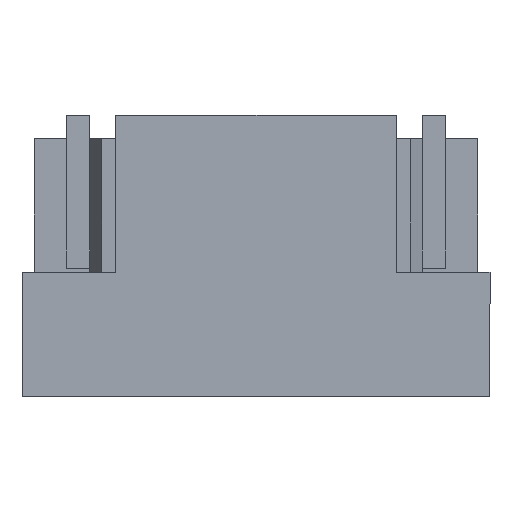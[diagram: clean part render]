
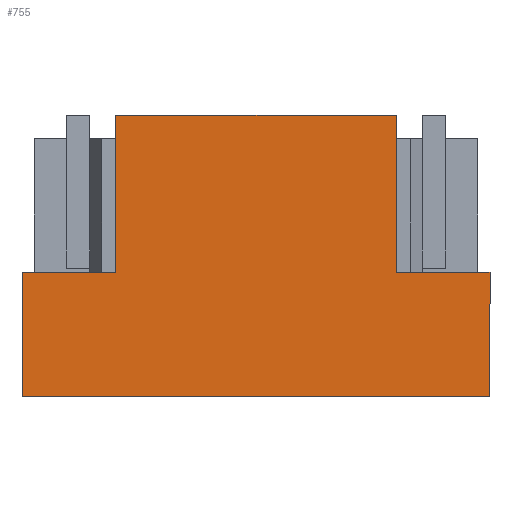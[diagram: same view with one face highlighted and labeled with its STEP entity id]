
A CAD part, top view. The second image highlights one B-rep face of the part: STEP entity #755.
In plain terms, the highlighted planar face has unit normal (0, 0, 1).
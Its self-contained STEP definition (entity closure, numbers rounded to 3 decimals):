
#705=AXIS2_PLACEMENT_3D('Plane Axis2P3D',#702,#703,#704) ;
#76=CARTESIAN_POINT('Line Origine',(-9.98,0.,12.5)) ;
#80=CARTESIAN_POINT('Vertex',(-4.,0.,12.5)) ;
#82=CARTESIAN_POINT('Vertex',(-15.96,0.,12.5)) ;
#350=CARTESIAN_POINT('Vertex',(0.,-12.,12.5)) ;
#353=CARTESIAN_POINT('Line Origine',(-9.98,-12.,12.5)) ;
#357=CARTESIAN_POINT('Vertex',(-19.96,-12.,12.5)) ;
#702=CARTESIAN_POINT('Axis2P3D Location',(-25.22,0.,12.5)) ;
#707=CARTESIAN_POINT('Line Origine',(0.,-9.35,12.5)) ;
#711=CARTESIAN_POINT('Vertex',(0.,-6.7,12.5)) ;
#714=CARTESIAN_POINT('Line Origine',(-2.,-6.7,12.5)) ;
#718=CARTESIAN_POINT('Vertex',(-4.,-6.7,12.5)) ;
#721=CARTESIAN_POINT('Line Origine',(-4.,-3.35,12.5)) ;
#726=CARTESIAN_POINT('Line Origine',(-15.96,-3.35,12.5)) ;
#730=CARTESIAN_POINT('Vertex',(-15.96,-6.7,12.5)) ;
#733=CARTESIAN_POINT('Line Origine',(-17.96,-6.7,12.5)) ;
#737=CARTESIAN_POINT('Vertex',(-19.96,-6.7,12.5)) ;
#740=CARTESIAN_POINT('Line Origine',(-19.96,-9.35,12.5)) ;
#77=DIRECTION('Vector Direction',(1.,0.,0.)) ;
#354=DIRECTION('Vector Direction',(1.,0.,0.)) ;
#703=DIRECTION('Axis2P3D Direction',(0.,0.,1.)) ;
#704=DIRECTION('Axis2P3D XDirection',(0.,-1.,0.)) ;
#708=DIRECTION('Vector Direction',(0.,-1.,0.)) ;
#715=DIRECTION('Vector Direction',(1.,0.,0.)) ;
#722=DIRECTION('Vector Direction',(0.,1.,0.)) ;
#727=DIRECTION('Vector Direction',(0.,1.,0.)) ;
#734=DIRECTION('Vector Direction',(1.,0.,0.)) ;
#741=DIRECTION('Vector Direction',(0.,-1.,0.)) ;
#78=VECTOR('Line Direction',#77,1.) ;
#355=VECTOR('Line Direction',#354,1.) ;
#709=VECTOR('Line Direction',#708,1.) ;
#716=VECTOR('Line Direction',#715,1.) ;
#723=VECTOR('Line Direction',#722,1.) ;
#728=VECTOR('Line Direction',#727,1.) ;
#735=VECTOR('Line Direction',#734,1.) ;
#742=VECTOR('Line Direction',#741,1.) ;
#746=ORIENTED_EDGE('',*,*,#359,.T.) ;
#747=ORIENTED_EDGE('',*,*,#713,.F.) ;
#748=ORIENTED_EDGE('',*,*,#720,.T.) ;
#749=ORIENTED_EDGE('',*,*,#725,.F.) ;
#750=ORIENTED_EDGE('',*,*,#84,.T.) ;
#751=ORIENTED_EDGE('',*,*,#732,.T.) ;
#752=ORIENTED_EDGE('',*,*,#739,.F.) ;
#753=ORIENTED_EDGE('',*,*,#744,.T.) ;
#755=ADVANCED_FACE('Housing',(#754),#706,.T.) ;
#84=EDGE_CURVE('',#81,#83,#79,.F.) ;
#359=EDGE_CURVE('',#358,#351,#356,.T.) ;
#713=EDGE_CURVE('',#712,#351,#710,.T.) ;
#720=EDGE_CURVE('',#712,#719,#717,.F.) ;
#725=EDGE_CURVE('',#81,#719,#724,.F.) ;
#732=EDGE_CURVE('',#83,#731,#729,.F.) ;
#739=EDGE_CURVE('',#738,#731,#736,.T.) ;
#744=EDGE_CURVE('',#738,#358,#743,.T.) ;
#745=EDGE_LOOP('',(#746,#747,#748,#749,#750,#751,#752,#753)) ;
#754=FACE_OUTER_BOUND('',#745,.T.) ;
#79=LINE('Line',#76,#78) ;
#356=LINE('Line',#353,#355) ;
#710=LINE('Line',#707,#709) ;
#717=LINE('Line',#714,#716) ;
#724=LINE('Line',#721,#723) ;
#729=LINE('Line',#726,#728) ;
#736=LINE('Line',#733,#735) ;
#743=LINE('Line',#740,#742) ;
#706=PLANE('',#705) ;
#81=VERTEX_POINT('',#80) ;
#83=VERTEX_POINT('',#82) ;
#351=VERTEX_POINT('',#350) ;
#358=VERTEX_POINT('',#357) ;
#712=VERTEX_POINT('',#711) ;
#719=VERTEX_POINT('',#718) ;
#731=VERTEX_POINT('',#730) ;
#738=VERTEX_POINT('',#737) ;
